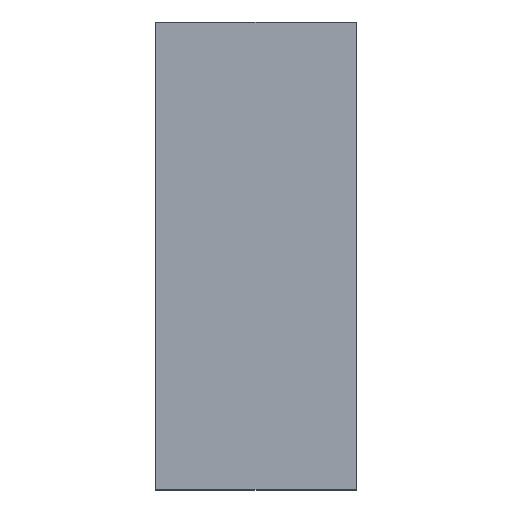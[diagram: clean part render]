
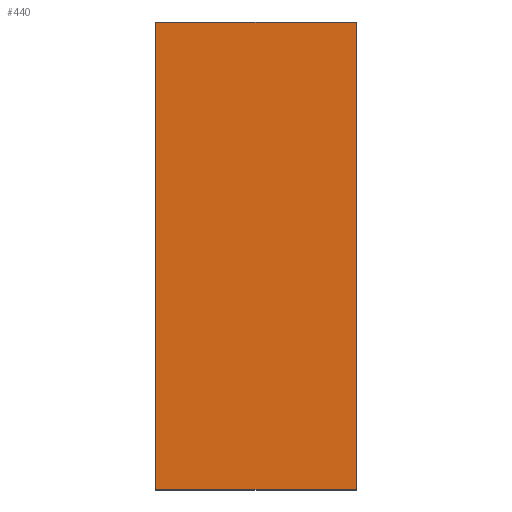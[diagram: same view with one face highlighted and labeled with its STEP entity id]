
A CAD part, top view. The second image highlights one B-rep face of the part: STEP entity #440.
In plain terms, the highlighted planar face has unit normal (0, 0, 1).
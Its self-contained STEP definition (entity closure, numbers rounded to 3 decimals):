
#22 = CARTESIAN_POINT ( 'NONE',  ( 15., 35., 4. ) ) ;
#25 = LINE ( 'NONE', #273, #136 ) ;
#30 = VERTEX_POINT ( 'NONE', #598 ) ;
#71 = DIRECTION ( 'NONE',  ( -1., 0., 0. ) ) ;
#77 = DIRECTION ( 'NONE',  ( 0., 1., 0. ) ) ;
#136 = VECTOR ( 'NONE', #71, 1000. ) ;
#155 = CARTESIAN_POINT ( 'NONE',  ( 15., -35., 4. ) ) ;
#214 = EDGE_CURVE ( 'NONE', #224, #30, #333, .T. ) ;
#220 = VECTOR ( 'NONE', #615, 1000. ) ;
#224 = VERTEX_POINT ( 'NONE', #502 ) ;
#273 = CARTESIAN_POINT ( 'NONE',  ( -15., 35., 4. ) ) ;
#317 = ORIENTED_EDGE ( 'NONE', *, *, #559, .T. ) ;
#318 = DIRECTION ( 'NONE',  ( 1., 0., 0. ) ) ;
#333 = LINE ( 'NONE', #622, #220 ) ;
#334 = AXIS2_PLACEMENT_3D ( 'NONE', #426, #721, #318 ) ;
#337 = EDGE_LOOP ( 'NONE', ( #589, #317, #673, #519 ) ) ;
#339 = VERTEX_POINT ( 'NONE', #634 ) ;
#375 = VECTOR ( 'NONE', #558, 1000. ) ;
#390 = LINE ( 'NONE', #617, #375 ) ;
#426 = CARTESIAN_POINT ( 'NONE',  ( 0., 0., 4. ) ) ;
#435 = LINE ( 'NONE', #22, #713 ) ;
#437 = PLANE ( 'NONE',  #334 ) ;
#440 = ADVANCED_FACE ( 'NONE', ( #495 ), #437, .T. ) ;
#460 = EDGE_CURVE ( 'NONE', #651, #339, #435, .T. ) ;
#495 = FACE_OUTER_BOUND ( 'NONE', #337, .T. ) ;
#502 = CARTESIAN_POINT ( 'NONE',  ( -15., 35., 4. ) ) ;
#519 = ORIENTED_EDGE ( 'NONE', *, *, #565, .T. ) ;
#558 = DIRECTION ( 'NONE',  ( 1., 0., 0. ) ) ;
#559 = EDGE_CURVE ( 'NONE', #30, #651, #390, .T. ) ;
#565 = EDGE_CURVE ( 'NONE', #339, #224, #25, .T. ) ;
#589 = ORIENTED_EDGE ( 'NONE', *, *, #214, .T. ) ;
#598 = CARTESIAN_POINT ( 'NONE',  ( -15., -35., 4. ) ) ;
#615 = DIRECTION ( 'NONE',  ( 0., -1., 0. ) ) ;
#617 = CARTESIAN_POINT ( 'NONE',  ( -15., -35., 4. ) ) ;
#622 = CARTESIAN_POINT ( 'NONE',  ( -15., 35., 4. ) ) ;
#634 = CARTESIAN_POINT ( 'NONE',  ( 15., 35., 4. ) ) ;
#651 = VERTEX_POINT ( 'NONE', #155 ) ;
#673 = ORIENTED_EDGE ( 'NONE', *, *, #460, .T. ) ;
#713 = VECTOR ( 'NONE', #77, 1000. ) ;
#721 = DIRECTION ( 'NONE',  ( 0., 0., 1. ) ) ;
